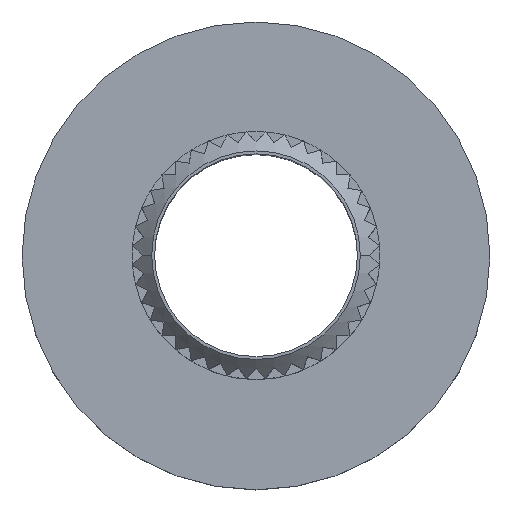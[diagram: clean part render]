
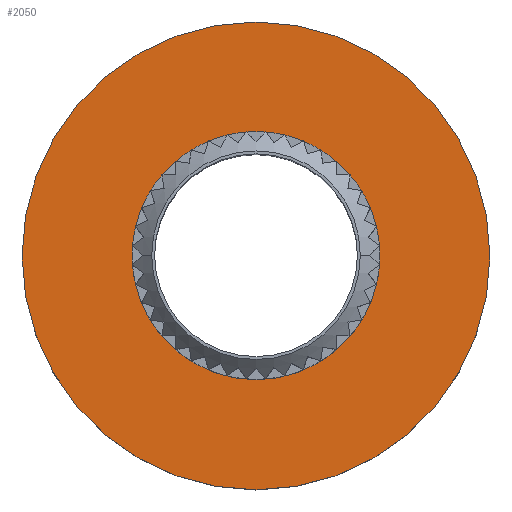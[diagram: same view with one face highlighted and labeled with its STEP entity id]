
A CAD part, top view. The second image highlights one B-rep face of the part: STEP entity #2050.
In plain terms, the highlighted planar face has unit normal (0, 0, 1).
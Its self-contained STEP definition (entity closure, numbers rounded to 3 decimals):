
#2 = CARTESIAN_POINT ( 'NONE',  ( -6., 0., 0. ) ) ;
#31 = ORIENTED_EDGE ( 'NONE', *, *, #2138, .F. ) ;
#32 = ORIENTED_EDGE ( 'NONE', *, *, #2134, .T. ) ;
#33 = ORIENTED_EDGE ( 'NONE', *, *, #2142, .T. ) ;
#34 = ORIENTED_EDGE ( 'NONE', *, *, #2141, .F. ) ;
#113 = EDGE_LOOP ( 'NONE', ( #34, #31 ) ) ;
#120 = EDGE_LOOP ( 'NONE', ( #32, #33 ) ) ;
#227 = CARTESIAN_POINT ( 'NONE',  ( 0., 0., 0. ) ) ;
#228 = DIRECTION ( 'NONE',  ( 0., 0., 1. ) ) ;
#229 = DIRECTION ( 'NONE',  ( 1., 0., 0. ) ) ;
#239 = CARTESIAN_POINT ( 'NONE',  ( 0., 0., 0. ) ) ;
#240 = DIRECTION ( 'NONE',  ( 0., 0., 1. ) ) ;
#241 = DIRECTION ( 'NONE',  ( 1., 0., 0. ) ) ;
#246 = CARTESIAN_POINT ( 'NONE',  ( 0., 0., 0. ) ) ;
#247 = DIRECTION ( 'NONE',  ( 0., 0., 1. ) ) ;
#248 = DIRECTION ( 'NONE',  ( 1., 0., 0. ) ) ;
#249 = CARTESIAN_POINT ( 'NONE',  ( 0., 0., 0. ) ) ;
#250 = DIRECTION ( 'NONE',  ( 0., 0., 1. ) ) ;
#251 = DIRECTION ( 'NONE',  ( 1., 0., 0. ) ) ;
#1020 = VERTEX_POINT ( 'NONE', #2 ) ;
#1041 = VERTEX_POINT ( 'NONE', #1702 ) ;
#1048 = VERTEX_POINT ( 'NONE', #1695 ) ;
#1052 = VERTEX_POINT ( 'NONE', #1691 ) ;
#1691 = CARTESIAN_POINT ( 'NONE',  ( -3.175, 0., 0. ) ) ;
#1695 = CARTESIAN_POINT ( 'NONE',  ( 3.175, 0., 0. ) ) ;
#1702 = CARTESIAN_POINT ( 'NONE',  ( 6., 0., 0. ) ) ;
#1724 = CIRCLE ( 'NONE', #2392, 6. ) ;
#2050 = ADVANCED_FACE ( 'NONE', ( #2931, #2927 ), #2932, .T. ) ;
#2134 = EDGE_CURVE ( 'NONE', #1041, #1020, #2381, .T. ) ;
#2138 = EDGE_CURVE ( 'NONE', #1048, #1052, #2385, .T. ) ;
#2141 = EDGE_CURVE ( 'NONE', #1052, #1048, #2390, .T. ) ;
#2142 = EDGE_CURVE ( 'NONE', #1020, #1041, #1724, .T. ) ;
#2332 = AXIS2_PLACEMENT_3D ( 'NONE', #2922, #2934, #2935 ) ;
#2381 = CIRCLE ( 'NONE', #2383, 6. ) ;
#2383 = AXIS2_PLACEMENT_3D ( 'NONE', #227, #228, #229 ) ;
#2385 = CIRCLE ( 'NONE', #2389, 3.175 ) ;
#2389 = AXIS2_PLACEMENT_3D ( 'NONE', #239, #240, #241 ) ;
#2390 = CIRCLE ( 'NONE', #2393, 3.175 ) ;
#2392 = AXIS2_PLACEMENT_3D ( 'NONE', #249, #250, #251 ) ;
#2393 = AXIS2_PLACEMENT_3D ( 'NONE', #246, #247, #248 ) ;
#2922 = CARTESIAN_POINT ( 'NONE',  ( 0., 0., 0. ) ) ;
#2927 = FACE_BOUND ( 'NONE', #113, .T. ) ;
#2931 = FACE_OUTER_BOUND ( 'NONE', #120, .T. ) ;
#2932 = PLANE ( 'NONE',  #2332 ) ;
#2934 = DIRECTION ( 'NONE',  ( 0., 0., 1. ) ) ;
#2935 = DIRECTION ( 'NONE',  ( 1., 0., 0. ) ) ;
